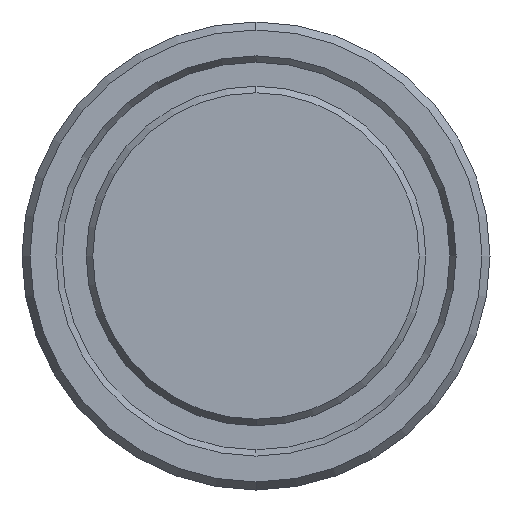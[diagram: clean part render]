
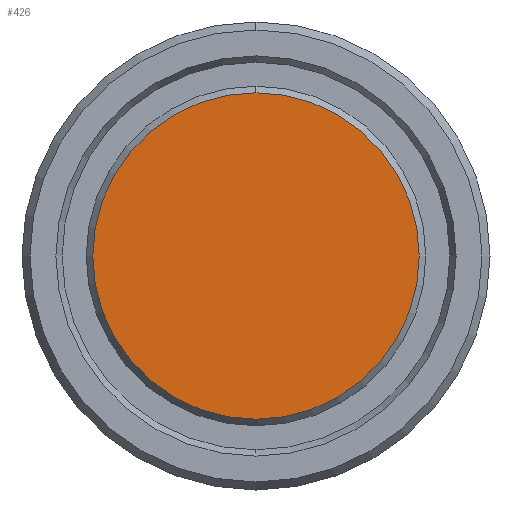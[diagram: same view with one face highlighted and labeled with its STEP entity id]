
A CAD part, left-side view. The second image highlights one B-rep face of the part: STEP entity #426.
In plain terms, the highlighted planar face has unit normal (-1, 0, 0).
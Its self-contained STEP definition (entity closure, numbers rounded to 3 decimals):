
#1 = DIRECTION ( 'NONE',  ( 0., 0., -1. ) ) ;
#30 = CARTESIAN_POINT ( 'NONE',  ( -1.079, 0., 20.334 ) ) ;
#43 = AXIS2_PLACEMENT_3D ( 'NONE', #172, #468, #520 ) ;
#72 = EDGE_CURVE ( 'NONE', #380, #231, #261, .T. ) ;
#165 = CARTESIAN_POINT ( 'NONE',  ( -1.079, 0., 0. ) ) ;
#172 = CARTESIAN_POINT ( 'NONE',  ( -1.079, 0., 0. ) ) ;
#201 = CARTESIAN_POINT ( 'NONE',  ( -1.079, 0., 0. ) ) ;
#213 = PLANE ( 'NONE',  #238 ) ;
#231 = VERTEX_POINT ( 'NONE', #30 ) ;
#238 = AXIS2_PLACEMENT_3D ( 'NONE', #201, #357, #1 ) ;
#246 = ORIENTED_EDGE ( 'NONE', *, *, #535, .T. ) ;
#261 = CIRCLE ( 'NONE', #587, 20.334 ) ;
#303 = EDGE_LOOP ( 'NONE', ( #505, #246 ) ) ;
#316 = DIRECTION ( 'NONE',  ( 0., 0., 1. ) ) ;
#322 = DIRECTION ( 'NONE',  ( -1., 0., 0. ) ) ;
#357 = DIRECTION ( 'NONE',  ( 1., 0., 0. ) ) ;
#380 = VERTEX_POINT ( 'NONE', #487 ) ;
#426 = ADVANCED_FACE ( 'NONE', ( #461 ), #213, .F. ) ;
#461 = FACE_OUTER_BOUND ( 'NONE', #303, .T. ) ;
#468 = DIRECTION ( 'NONE',  ( -1., 0., 0. ) ) ;
#487 = CARTESIAN_POINT ( 'NONE',  ( -1.079, 0., -20.334 ) ) ;
#505 = ORIENTED_EDGE ( 'NONE', *, *, #72, .T. ) ;
#520 = DIRECTION ( 'NONE',  ( 0., 0., 1. ) ) ;
#535 = EDGE_CURVE ( 'NONE', #231, #380, #656, .T. ) ;
#587 = AXIS2_PLACEMENT_3D ( 'NONE', #165, #322, #316 ) ;
#656 = CIRCLE ( 'NONE', #43, 20.334 ) ;
